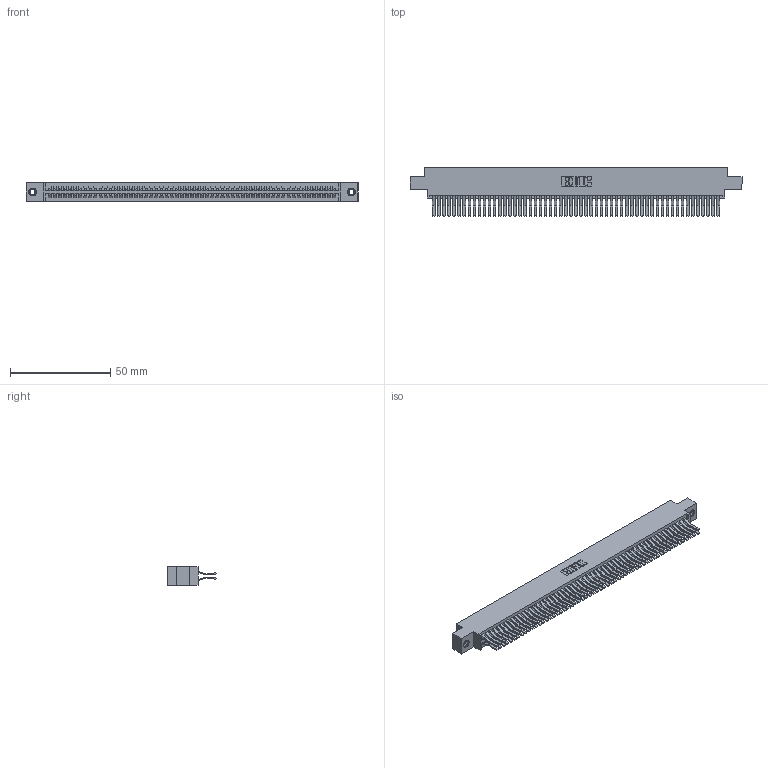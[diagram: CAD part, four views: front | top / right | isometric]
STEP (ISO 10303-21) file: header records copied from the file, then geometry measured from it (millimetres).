
FILE_DESCRIPTION (( 'STEP AP203' ), '1' );
FILE_NAME ('345-114-560-807.STEP', '2018-10-18T17:03:31', ( '' ), ( '' ), 'SwSTEP 2.0', 'SolidWorks 2016', '' );
FILE_SCHEMA (( 'CONFIG_CONTROL_DESIGN' ));
Length unit declared in the file: inch
Products named in the file (4): 345-114-560-807; 345-250-001_345-250-005-103; 345 Part_0.170 Offset - 0.156 Dia-TI; 345-292-001_560 Tail
Assembly tree (117 placements, depth 2):
  345-114-560-807
    345 Part_0.170 Offset - 0.156 Dia-TI
    345-292-001_560 Tail  x114
    345-250-001_345-250-005-103  x2
Bounding box: 165.99 x 24.45 x 9.4 mm (x, y, z)
Volume: 16883.9 mm3; surface area: 27340.9 mm2
Topology: 117 solids, 117 shells, 6118 faces, 18159 edges, 11946 vertices
Faces by surface type: plane 3878, cylinder 2224, cone 12, torus 4
Entity records: 44110 total; most frequent: CARTESIAN_POINT 7363, ORIENTED_EDGE 7290, DIRECTION 6503, EDGE_CURVE 3645, VECTOR 3261, LINE 3261, VERTEX_POINT 2424, AXIS2_PLACEMENT_3D 1621
